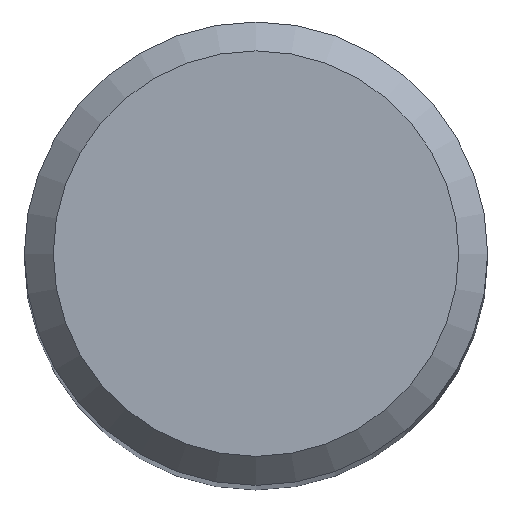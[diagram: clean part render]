
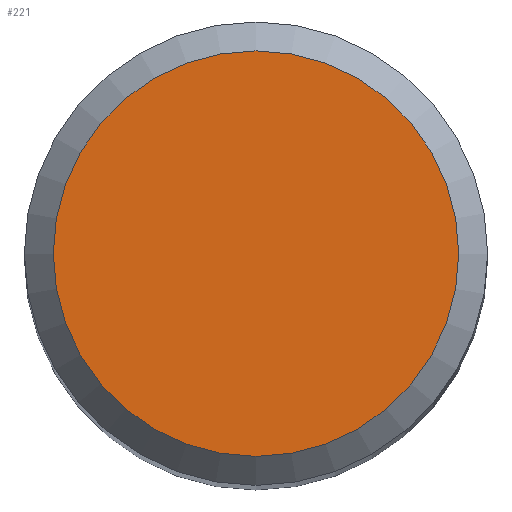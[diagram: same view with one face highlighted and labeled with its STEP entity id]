
A CAD part, top view. The second image highlights one B-rep face of the part: STEP entity #221.
In plain terms, the highlighted planar face has unit normal (0, 0, 1).
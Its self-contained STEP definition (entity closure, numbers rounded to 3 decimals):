
#2 = DIRECTION ( 'NONE',  ( 0., 0., -1. ) ) ;
#14 = VERTEX_POINT ( 'NONE', #109 ) ;
#19 = CIRCLE ( 'NONE', #116, 3.5 ) ;
#25 = CARTESIAN_POINT ( 'NONE',  ( 0., 0., 63. ) ) ;
#27 = ORIENTED_EDGE ( 'NONE', *, *, #112, .F. ) ;
#43 = DIRECTION ( 'NONE',  ( 0., 0., -1. ) ) ;
#48 = FACE_OUTER_BOUND ( 'NONE', #243, .T. ) ;
#109 = CARTESIAN_POINT ( 'NONE',  ( 0., 3.5, 63. ) ) ;
#112 = EDGE_CURVE ( 'NONE', #14, #14, #19, .T. ) ;
#116 = AXIS2_PLACEMENT_3D ( 'NONE', #25, #43, #123 ) ;
#123 = DIRECTION ( 'NONE',  ( 0., 1., 0. ) ) ;
#129 = PLANE ( 'NONE',  #208 ) ;
#198 = CARTESIAN_POINT ( 'NONE',  ( 0., 0., 63. ) ) ;
#208 = AXIS2_PLACEMENT_3D ( 'NONE', #198, #2, #224 ) ;
#221 = ADVANCED_FACE ( 'NONE', ( #48 ), #129, .F. ) ;
#224 = DIRECTION ( 'NONE',  ( 0., 1., 0. ) ) ;
#243 = EDGE_LOOP ( 'NONE', ( #27 ) ) ;
